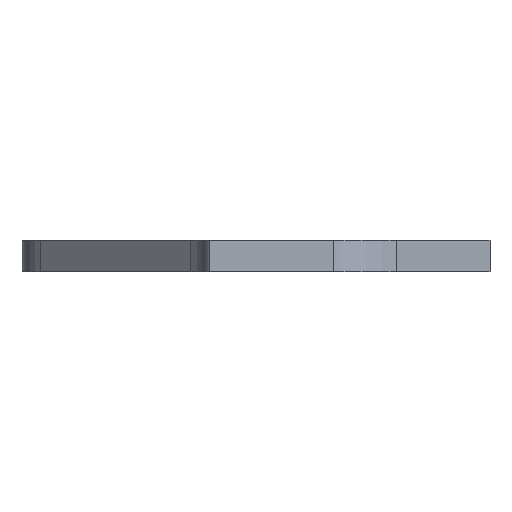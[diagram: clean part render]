
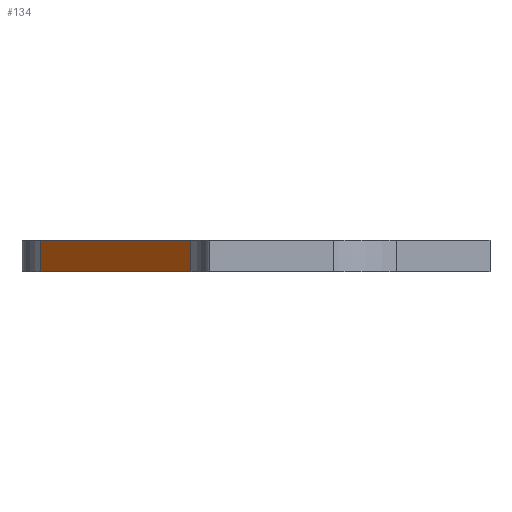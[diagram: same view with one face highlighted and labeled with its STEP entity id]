
A CAD part, left-side view. The second image highlights one B-rep face of the part: STEP entity #134.
In plain terms, the highlighted free-form (B-spline) face has degree [1, 1] with [2, 2] control points.
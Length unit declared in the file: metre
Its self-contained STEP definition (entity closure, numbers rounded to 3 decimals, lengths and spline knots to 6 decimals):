
#134 = ADVANCED_FACE( '', ( #184 ), #185, .F. );
#184 = FACE_OUTER_BOUND( '', #318, .T. );
#185 = B_SPLINE_SURFACE_WITH_KNOTS( '', 1, 1, ( ( #319, #320 ), ( #321, #322 ) ), .UNSPECIFIED., .F., .F., .F., ( 2, 2 ), ( 2, 2 ), ( 0., 1. ), ( 0., 1. ), .UNSPECIFIED. );
#318 = EDGE_LOOP( '', ( #726, #727, #728, #729 ) );
#319 = CARTESIAN_POINT( '', ( 0.062074, 0.022932, 0. ) );
#320 = CARTESIAN_POINT( '', ( 0.062074, 0.022932, 0.005 ) );
#321 = CARTESIAN_POINT( '', ( 0.08619, 0.047068, 0. ) );
#322 = CARTESIAN_POINT( '', ( 0.08619, 0.047068, 0.005 ) );
#726 = ORIENTED_EDGE( '', *, *, #952, .T. );
#727 = ORIENTED_EDGE( '', *, *, #953, .T. );
#728 = ORIENTED_EDGE( '', *, *, #954, .F. );
#729 = ORIENTED_EDGE( '', *, *, #955, .F. );
#952 = EDGE_CURVE( '', #1082, #1083, #1084, .T. );
#953 = EDGE_CURVE( '', #1083, #1085, #1086, .T. );
#954 = EDGE_CURVE( '', #1087, #1085, #1088, .T. );
#955 = EDGE_CURVE( '', #1082, #1087, #1089, .T. );
#1082 = VERTEX_POINT( '', #1338 );
#1083 = VERTEX_POINT( '', #1339 );
#1084 = B_SPLINE_CURVE_WITH_KNOTS( '', 1, ( #1340, #1341 ), .UNSPECIFIED., .F., .F., ( 2, 2 ), ( 0., 1. ), .UNSPECIFIED. );
#1085 = VERTEX_POINT( '', #1342 );
#1086 = B_SPLINE_CURVE_WITH_KNOTS( '', 1, ( #1343, #1344 ), .UNSPECIFIED., .F., .F., ( 2, 2 ), ( 0., 1. ), .UNSPECIFIED. );
#1087 = VERTEX_POINT( '', #1345 );
#1088 = B_SPLINE_CURVE_WITH_KNOTS( '', 1, ( #1346, #1347 ), .UNSPECIFIED., .F., .F., ( 2, 2 ), ( 0., 1. ), .UNSPECIFIED. );
#1089 = B_SPLINE_CURVE_WITH_KNOTS( '', 1, ( #1348, #1349 ), .UNSPECIFIED., .F., .F., ( 2, 2 ), ( 0., 1. ), .UNSPECIFIED. );
#1338 = CARTESIAN_POINT( '', ( 0.062074, 0.022932, 0. ) );
#1339 = CARTESIAN_POINT( '', ( 0.062074, 0.022932, 0.005 ) );
#1340 = CARTESIAN_POINT( '', ( 0.062074, 0.022932, 0. ) );
#1341 = CARTESIAN_POINT( '', ( 0.062074, 0.022932, 0.005 ) );
#1342 = CARTESIAN_POINT( '', ( 0.08619, 0.047068, 0.005 ) );
#1343 = CARTESIAN_POINT( '', ( 0.062074, 0.022932, 0.005 ) );
#1344 = CARTESIAN_POINT( '', ( 0.08619, 0.047068, 0.005 ) );
#1345 = CARTESIAN_POINT( '', ( 0.08619, 0.047068, 0. ) );
#1346 = CARTESIAN_POINT( '', ( 0.08619, 0.047068, 0. ) );
#1347 = CARTESIAN_POINT( '', ( 0.08619, 0.047068, 0.005 ) );
#1348 = CARTESIAN_POINT( '', ( 0.062074, 0.022932, 0. ) );
#1349 = CARTESIAN_POINT( '', ( 0.08619, 0.047068, 0. ) );
